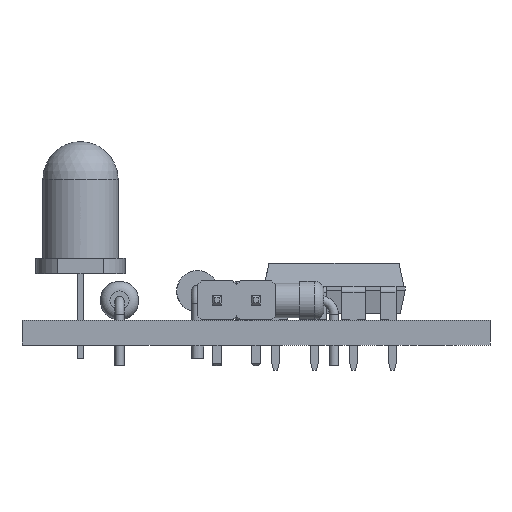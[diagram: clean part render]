
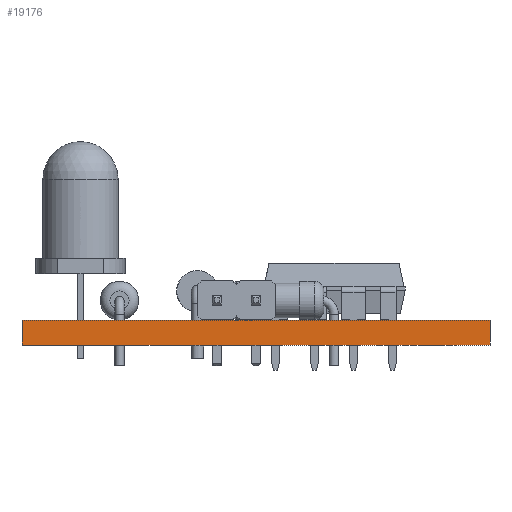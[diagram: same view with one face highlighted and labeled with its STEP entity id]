
A CAD part, left-side view. The second image highlights one B-rep face of the part: STEP entity #19176.
In plain terms, the highlighted planar face has unit normal (-1, 0, 0).
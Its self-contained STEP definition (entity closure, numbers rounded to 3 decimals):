
#19060 = EDGE_CURVE('',#19061,#19063,#19065,.T.);
#19061 = VERTEX_POINT('',#19062);
#19062 = CARTESIAN_POINT('',(29.21,-57.15,0.));
#19063 = VERTEX_POINT('',#19064);
#19064 = CARTESIAN_POINT('',(29.21,-57.15,1.6));
#19065 = SURFACE_CURVE('',#19066,(#19070,#19082),.PCURVE_S1.);
#19066 = LINE('',#19067,#19068);
#19067 = CARTESIAN_POINT('',(29.21,-57.15,0.));
#19068 = VECTOR('',#19069,1.);
#19069 = DIRECTION('',(0.,0.,1.));
#19070 = PCURVE('',#19071,#19076);
#19071 = PLANE('',#19072);
#19072 = AXIS2_PLACEMENT_3D('',#19073,#19074,#19075);
#19073 = CARTESIAN_POINT('',(29.21,-57.15,0.));
#19074 = DIRECTION('',(0.,1.,0.));
#19075 = DIRECTION('',(1.,0.,0.));
#19076 = DEFINITIONAL_REPRESENTATION('',(#19077),#19081);
#19077 = LINE('',#19078,#19079);
#19078 = CARTESIAN_POINT('',(0.,0.));
#19079 = VECTOR('',#19080,1.);
#19080 = DIRECTION('',(0.,-1.));
#19081 = ( GEOMETRIC_REPRESENTATION_CONTEXT(2) 
PARAMETRIC_REPRESENTATION_CONTEXT() REPRESENTATION_CONTEXT('2D SPACE',''
  ) );
#19082 = PCURVE('',#19083,#19088);
#19083 = PLANE('',#19084);
#19084 = AXIS2_PLACEMENT_3D('',#19085,#19086,#19087);
#19085 = CARTESIAN_POINT('',(29.21,-87.63,0.));
#19086 = DIRECTION('',(-1.,0.,0.));
#19087 = DIRECTION('',(0.,1.,0.));
#19088 = DEFINITIONAL_REPRESENTATION('',(#19089),#19093);
#19089 = LINE('',#19090,#19091);
#19090 = CARTESIAN_POINT('',(30.48,0.));
#19091 = VECTOR('',#19092,1.);
#19092 = DIRECTION('',(0.,-1.));
#19093 = ( GEOMETRIC_REPRESENTATION_CONTEXT(2) 
PARAMETRIC_REPRESENTATION_CONTEXT() REPRESENTATION_CONTEXT('2D SPACE',''
  ) );
#19111 = PLANE('',#19112);
#19112 = AXIS2_PLACEMENT_3D('',#19113,#19114,#19115);
#19113 = CARTESIAN_POINT('',(50.165,-72.39,1.6));
#19114 = DIRECTION('',(0.,0.,-1.));
#19115 = DIRECTION('',(-1.,0.,0.));
#19165 = PLANE('',#19166);
#19166 = AXIS2_PLACEMENT_3D('',#19167,#19168,#19169);
#19167 = CARTESIAN_POINT('',(50.165,-72.39,0.));
#19168 = DIRECTION('',(0.,0.,-1.));
#19169 = DIRECTION('',(-1.,0.,0.));
#19176 = ADVANCED_FACE('',(#19177),#19083,.T.);
#19177 = FACE_BOUND('',#19178,.T.);
#19178 = EDGE_LOOP('',(#19179,#19209,#19230,#19231));
#19179 = ORIENTED_EDGE('',*,*,#19180,.T.);
#19180 = EDGE_CURVE('',#19181,#19183,#19185,.T.);
#19181 = VERTEX_POINT('',#19182);
#19182 = CARTESIAN_POINT('',(29.21,-87.63,0.));
#19183 = VERTEX_POINT('',#19184);
#19184 = CARTESIAN_POINT('',(29.21,-87.63,1.6));
#19185 = SURFACE_CURVE('',#19186,(#19190,#19197),.PCURVE_S1.);
#19186 = LINE('',#19187,#19188);
#19187 = CARTESIAN_POINT('',(29.21,-87.63,0.));
#19188 = VECTOR('',#19189,1.);
#19189 = DIRECTION('',(0.,0.,1.));
#19190 = PCURVE('',#19083,#19191);
#19191 = DEFINITIONAL_REPRESENTATION('',(#19192),#19196);
#19192 = LINE('',#19193,#19194);
#19193 = CARTESIAN_POINT('',(0.,0.));
#19194 = VECTOR('',#19195,1.);
#19195 = DIRECTION('',(0.,-1.));
#19196 = ( GEOMETRIC_REPRESENTATION_CONTEXT(2) 
PARAMETRIC_REPRESENTATION_CONTEXT() REPRESENTATION_CONTEXT('2D SPACE',''
  ) );
#19197 = PCURVE('',#19198,#19203);
#19198 = PLANE('',#19199);
#19199 = AXIS2_PLACEMENT_3D('',#19200,#19201,#19202);
#19200 = CARTESIAN_POINT('',(71.12,-87.63,0.));
#19201 = DIRECTION('',(0.,-1.,0.));
#19202 = DIRECTION('',(-1.,0.,0.));
#19203 = DEFINITIONAL_REPRESENTATION('',(#19204),#19208);
#19204 = LINE('',#19205,#19206);
#19205 = CARTESIAN_POINT('',(41.91,0.));
#19206 = VECTOR('',#19207,1.);
#19207 = DIRECTION('',(0.,-1.));
#19208 = ( GEOMETRIC_REPRESENTATION_CONTEXT(2) 
PARAMETRIC_REPRESENTATION_CONTEXT() REPRESENTATION_CONTEXT('2D SPACE',''
  ) );
#19209 = ORIENTED_EDGE('',*,*,#19210,.T.);
#19210 = EDGE_CURVE('',#19183,#19063,#19211,.T.);
#19211 = SURFACE_CURVE('',#19212,(#19216,#19223),.PCURVE_S1.);
#19212 = LINE('',#19213,#19214);
#19213 = CARTESIAN_POINT('',(29.21,-87.63,1.6));
#19214 = VECTOR('',#19215,1.);
#19215 = DIRECTION('',(0.,1.,0.));
#19216 = PCURVE('',#19083,#19217);
#19217 = DEFINITIONAL_REPRESENTATION('',(#19218),#19222);
#19218 = LINE('',#19219,#19220);
#19219 = CARTESIAN_POINT('',(0.,-1.6));
#19220 = VECTOR('',#19221,1.);
#19221 = DIRECTION('',(1.,0.));
#19222 = ( GEOMETRIC_REPRESENTATION_CONTEXT(2) 
PARAMETRIC_REPRESENTATION_CONTEXT() REPRESENTATION_CONTEXT('2D SPACE',''
  ) );
#19223 = PCURVE('',#19111,#19224);
#19224 = DEFINITIONAL_REPRESENTATION('',(#19225),#19229);
#19225 = LINE('',#19226,#19227);
#19226 = CARTESIAN_POINT('',(20.955,-15.24));
#19227 = VECTOR('',#19228,1.);
#19228 = DIRECTION('',(0.,1.));
#19229 = ( GEOMETRIC_REPRESENTATION_CONTEXT(2) 
PARAMETRIC_REPRESENTATION_CONTEXT() REPRESENTATION_CONTEXT('2D SPACE',''
  ) );
#19230 = ORIENTED_EDGE('',*,*,#19060,.F.);
#19231 = ORIENTED_EDGE('',*,*,#19232,.F.);
#19232 = EDGE_CURVE('',#19181,#19061,#19233,.T.);
#19233 = SURFACE_CURVE('',#19234,(#19238,#19245),.PCURVE_S1.);
#19234 = LINE('',#19235,#19236);
#19235 = CARTESIAN_POINT('',(29.21,-87.63,0.));
#19236 = VECTOR('',#19237,1.);
#19237 = DIRECTION('',(0.,1.,0.));
#19238 = PCURVE('',#19083,#19239);
#19239 = DEFINITIONAL_REPRESENTATION('',(#19240),#19244);
#19240 = LINE('',#19241,#19242);
#19241 = CARTESIAN_POINT('',(0.,0.));
#19242 = VECTOR('',#19243,1.);
#19243 = DIRECTION('',(1.,0.));
#19244 = ( GEOMETRIC_REPRESENTATION_CONTEXT(2) 
PARAMETRIC_REPRESENTATION_CONTEXT() REPRESENTATION_CONTEXT('2D SPACE',''
  ) );
#19245 = PCURVE('',#19165,#19246);
#19246 = DEFINITIONAL_REPRESENTATION('',(#19247),#19251);
#19247 = LINE('',#19248,#19249);
#19248 = CARTESIAN_POINT('',(20.955,-15.24));
#19249 = VECTOR('',#19250,1.);
#19250 = DIRECTION('',(0.,1.));
#19251 = ( GEOMETRIC_REPRESENTATION_CONTEXT(2) 
PARAMETRIC_REPRESENTATION_CONTEXT() REPRESENTATION_CONTEXT('2D SPACE',''
  ) );
